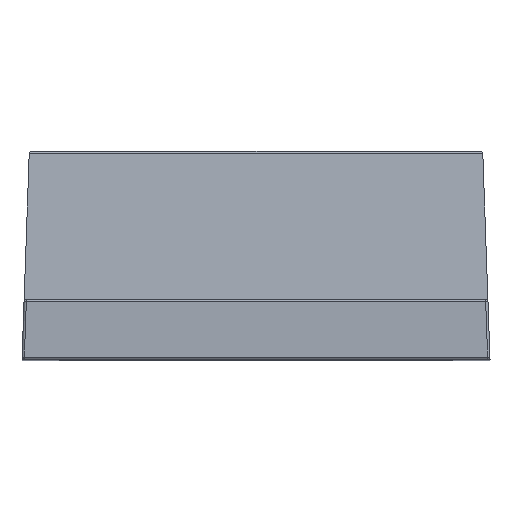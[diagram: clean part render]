
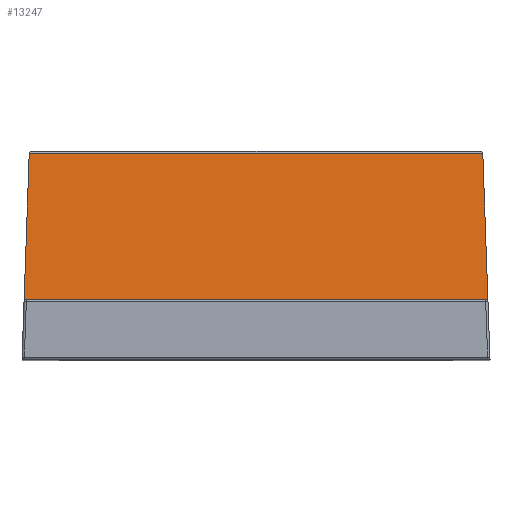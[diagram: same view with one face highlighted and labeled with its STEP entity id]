
A CAD part, top view. The second image highlights one B-rep face of the part: STEP entity #13247.
In plain terms, the highlighted planar face has unit normal (0, 0.087, 0.996).
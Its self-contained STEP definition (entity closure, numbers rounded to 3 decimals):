
#39 = PLANE ( 'NONE',  #12045 ) ;
#316 = VECTOR ( 'NONE', #13739, 1000. ) ;
#442 = CARTESIAN_POINT ( 'NONE',  ( -3.45, -2.7, 11.7 ) ) ;
#826 = VERTEX_POINT ( 'NONE', #8143 ) ;
#923 = CARTESIAN_POINT ( 'NONE',  ( 4.894, 1.754, 11.31 ) ) ;
#941 = CARTESIAN_POINT ( 'NONE',  ( -4.894, 1.753, 11.31 ) ) ;
#1067 = CARTESIAN_POINT ( 'NONE',  ( 3.45, -1.4, 11.586 ) ) ;
#1129 = ORIENTED_EDGE ( 'NONE', *, *, #14093, .T. ) ;
#1165 = VERTEX_POINT ( 'NONE', #5044 ) ;
#1171 = DIRECTION ( 'NONE',  ( -1., 0., 0. ) ) ;
#1249 = CARTESIAN_POINT ( 'NONE',  ( -3.45, -1.4, 11.586 ) ) ;
#1449 = VERTEX_POINT ( 'NONE', #7565 ) ;
#1495 = CARTESIAN_POINT ( 'NONE',  ( 5.05, -2.7, 11.7 ) ) ;
#1759 = VECTOR ( 'NONE', #1171, 1000. ) ;
#1910 = CARTESIAN_POINT ( 'NONE',  ( -5.05, -2.7, 11.7 ) ) ;
#2123 = DIRECTION ( 'NONE',  ( -1., 0., 0. ) ) ;
#2240 = VECTOR ( 'NONE', #2123, 1000. ) ;
#2369 = FACE_OUTER_BOUND ( 'NONE', #2727, .T. ) ;
#2507 = EDGE_CURVE ( 'NONE', #826, #6970, #12334, .T. ) ;
#2727 = EDGE_LOOP ( 'NONE', ( #1129, #7758, #11385, #3776, #7755, #4960, #13419, #7695, #12746, #5857 ) ) ;
#2872 = LINE ( 'NONE', #442, #4537 ) ;
#3184 = LINE ( 'NONE', #7845, #10798 ) ;
#3359 = CARTESIAN_POINT ( 'NONE',  ( -5.006, -1.443, 11.59 ) ) ;
#3776 = ORIENTED_EDGE ( 'NONE', *, *, #13874, .F. ) ;
#3943 = DIRECTION ( 'NONE',  ( -0.035, 0.996, -0.087 ) ) ;
#4283 = CARTESIAN_POINT ( 'NONE',  ( -4.894, 1.754, 11.31 ) ) ;
#4502 = LINE ( 'NONE', #12623, #2240 ) ;
#4537 = VECTOR ( 'NONE', #12144, 1000. ) ;
#4960 = ORIENTED_EDGE ( 'NONE', *, *, #14172, .T. ) ;
#5044 = CARTESIAN_POINT ( 'NONE',  ( 4.894, 1.754, 11.31 ) ) ;
#5159 = VERTEX_POINT ( 'NONE', #9957 ) ;
#5339 = CARTESIAN_POINT ( 'NONE',  ( 4.894, 1.753, 11.31 ) ) ;
#5591 = CARTESIAN_POINT ( 'NONE',  ( -4.895, 1.753, 11.31 ) ) ;
#5604 = CARTESIAN_POINT ( 'NONE',  ( 3.45, -2.7, 11.7 ) ) ;
#5857 = ORIENTED_EDGE ( 'NONE', *, *, #8582, .T. ) ;
#5870 = VERTEX_POINT ( 'NONE', #12974 ) ;
#6726 = EDGE_CURVE ( 'NONE', #6929, #5159, #2872, .T. ) ;
#6929 = VERTEX_POINT ( 'NONE', #1249 ) ;
#6970 = VERTEX_POINT ( 'NONE', #3359 ) ;
#7337 = CARTESIAN_POINT ( 'NONE',  ( 5.006, -1.443, 11.59 ) ) ;
#7565 = CARTESIAN_POINT ( 'NONE',  ( 3.45, -1.443, 11.59 ) ) ;
#7685 = CARTESIAN_POINT ( 'NONE',  ( -4.893, 1.754, 11.31 ) ) ;
#7695 = ORIENTED_EDGE ( 'NONE', *, *, #14598, .F. ) ;
#7755 = ORIENTED_EDGE ( 'NONE', *, *, #6726, .F. ) ;
#7758 = ORIENTED_EDGE ( 'NONE', *, *, #11034, .T. ) ;
#7845 = CARTESIAN_POINT ( 'NONE',  ( -5.05, -1.4, 11.586 ) ) ;
#7927 = LINE ( 'NONE', #7685, #316 ) ;
#8119 = CARTESIAN_POINT ( 'NONE',  ( -5.05, -2.7, 11.7 ) ) ;
#8143 = CARTESIAN_POINT ( 'NONE',  ( -4.895, 1.752, 11.311 ) ) ;
#8571 =( BOUNDED_CURVE ( )  B_SPLINE_CURVE ( 3, ( #9086, #13612, #5339, #923 ),
 .UNSPECIFIED., .F., .T. ) 
 B_SPLINE_CURVE_WITH_KNOTS ( ( 4, 4 ),
 ( 1.606, 1.658 ),
 .UNSPECIFIED. ) 
 CURVE ( )  GEOMETRIC_REPRESENTATION_ITEM ( )  RATIONAL_B_SPLINE_CURVE ( ( 1., 1., 1., 1. ) ) 
 REPRESENTATION_ITEM ( '' )  );
#8582 = EDGE_CURVE ( 'NONE', #5870, #1165, #8571, .T. ) ;
#8723 = CARTESIAN_POINT ( 'NONE',  ( -4.894, 1.754, 11.31 ) ) ;
#8958 = DIRECTION ( 'NONE',  ( 0., 0.996, -0.087 ) ) ;
#9086 = CARTESIAN_POINT ( 'NONE',  ( 4.895, 1.752, 11.311 ) ) ;
#9152 =( BOUNDED_CURVE ( )  B_SPLINE_CURVE ( 3, ( #8723, #941, #5591, #14473 ),
 .UNSPECIFIED., .F., .F. ) 
 B_SPLINE_CURVE_WITH_KNOTS ( ( 4, 4 ),
 ( 4.625, 4.677 ),
 .UNSPECIFIED. ) 
 CURVE ( )  GEOMETRIC_REPRESENTATION_ITEM ( )  RATIONAL_B_SPLINE_CURVE ( ( 1., 1., 1., 1. ) ) 
 REPRESENTATION_ITEM ( '' )  );
#9401 = DIRECTION ( 'NONE',  ( 0., 0.087, 0.996 ) ) ;
#9638 = VERTEX_POINT ( 'NONE', #7337 ) ;
#9892 = LINE ( 'NONE', #1495, #13172 ) ;
#9957 = CARTESIAN_POINT ( 'NONE',  ( -3.45, -1.443, 11.59 ) ) ;
#10059 = VECTOR ( 'NONE', #8958, 1000. ) ;
#10127 = VERTEX_POINT ( 'NONE', #4283 ) ;
#10185 = VERTEX_POINT ( 'NONE', #1067 ) ;
#10333 = CARTESIAN_POINT ( 'NONE',  ( -5.05, -1.443, 11.59 ) ) ;
#10461 = DIRECTION ( 'NONE',  ( 0., -0.996, 0.087 ) ) ;
#10602 = EDGE_CURVE ( 'NONE', #9638, #5870, #9892, .T. ) ;
#10798 = VECTOR ( 'NONE', #12907, 1000. ) ;
#11034 = EDGE_CURVE ( 'NONE', #10127, #826, #9152, .T. ) ;
#11095 = VECTOR ( 'NONE', #13545, 1000. ) ;
#11385 = ORIENTED_EDGE ( 'NONE', *, *, #2507, .T. ) ;
#12045 = AXIS2_PLACEMENT_3D ( 'NONE', #8119, #9401, #10461 ) ;
#12144 = DIRECTION ( 'NONE',  ( 0., -0.996, 0.087 ) ) ;
#12334 = LINE ( 'NONE', #1910, #11095 ) ;
#12623 = CARTESIAN_POINT ( 'NONE',  ( -5.05, -1.443, 11.59 ) ) ;
#12746 = ORIENTED_EDGE ( 'NONE', *, *, #10602, .T. ) ;
#12907 = DIRECTION ( 'NONE',  ( 1., 0., 0. ) ) ;
#12974 = CARTESIAN_POINT ( 'NONE',  ( 4.895, 1.752, 11.311 ) ) ;
#13172 = VECTOR ( 'NONE', #3943, 1000. ) ;
#13247 = ADVANCED_FACE ( 'NONE', ( #2369 ), #39, .T. ) ;
#13419 = ORIENTED_EDGE ( 'NONE', *, *, #14487, .F. ) ;
#13545 = DIRECTION ( 'NONE',  ( -0.035, -0.996, 0.087 ) ) ;
#13612 = CARTESIAN_POINT ( 'NONE',  ( 4.895, 1.753, 11.31 ) ) ;
#13739 = DIRECTION ( 'NONE',  ( -1., 0., 0. ) ) ;
#13874 = EDGE_CURVE ( 'NONE', #5159, #6970, #4502, .T. ) ;
#14093 = EDGE_CURVE ( 'NONE', #1165, #10127, #7927, .T. ) ;
#14172 = EDGE_CURVE ( 'NONE', #6929, #10185, #3184, .T. ) ;
#14473 = CARTESIAN_POINT ( 'NONE',  ( -4.895, 1.752, 11.311 ) ) ;
#14487 = EDGE_CURVE ( 'NONE', #1449, #10185, #14631, .T. ) ;
#14598 = EDGE_CURVE ( 'NONE', #9638, #1449, #14932, .T. ) ;
#14631 = LINE ( 'NONE', #5604, #10059 ) ;
#14932 = LINE ( 'NONE', #10333, #1759 ) ;
